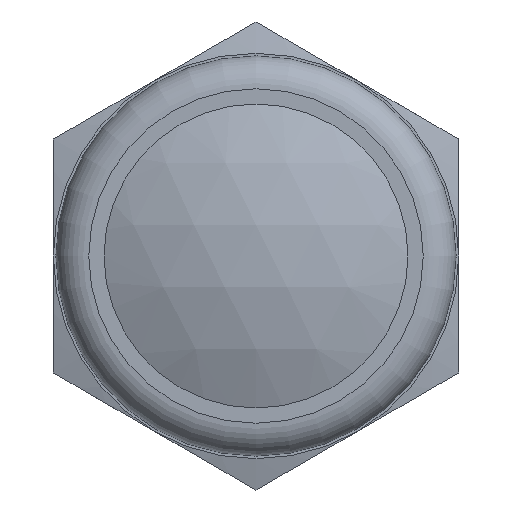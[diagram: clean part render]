
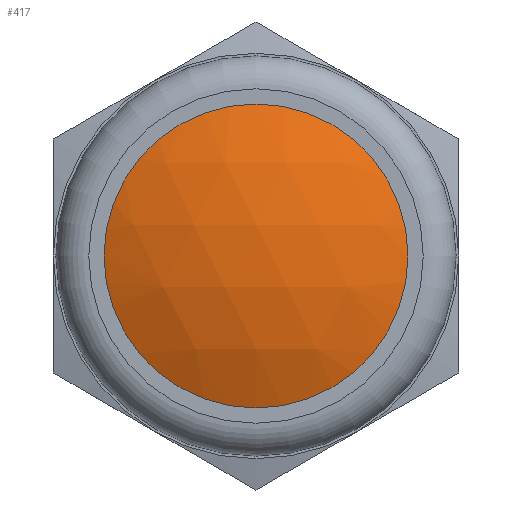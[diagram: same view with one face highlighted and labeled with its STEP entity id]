
A CAD part, left-side view. The second image highlights one B-rep face of the part: STEP entity #417.
In plain terms, the highlighted spherical face has radius 14.496 mm.
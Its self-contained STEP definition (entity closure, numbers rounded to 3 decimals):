
#18=SPHERICAL_SURFACE('',#486,14.496);
#81=FACE_OUTER_BOUND('',#117,.T.);
#117=EDGE_LOOP('',(#353));
#151=CIRCLE('',#487,6.);
#211=VERTEX_POINT('',#771);
#265=EDGE_CURVE('',#211,#211,#151,.T.);
#353=ORIENTED_EDGE('',*,*,#265,.F.);
#417=ADVANCED_FACE('',(#81),#18,.T.);
#486=AXIS2_PLACEMENT_3D('',#770,#590,#591);
#487=AXIS2_PLACEMENT_3D('',#772,#592,#593);
#590=DIRECTION('center_axis',(0.,0.,1.));
#591=DIRECTION('ref_axis',(1.,0.,0.));
#592=DIRECTION('center_axis',(1.,0.,0.));
#593=DIRECTION('ref_axis',(0.,0.,-1.));
#770=CARTESIAN_POINT('Origin',(-3.304,0.,0.));
#771=CARTESIAN_POINT('',(-16.5,6.,0.));
#772=CARTESIAN_POINT('Origin',(-16.5,0.,0.));
